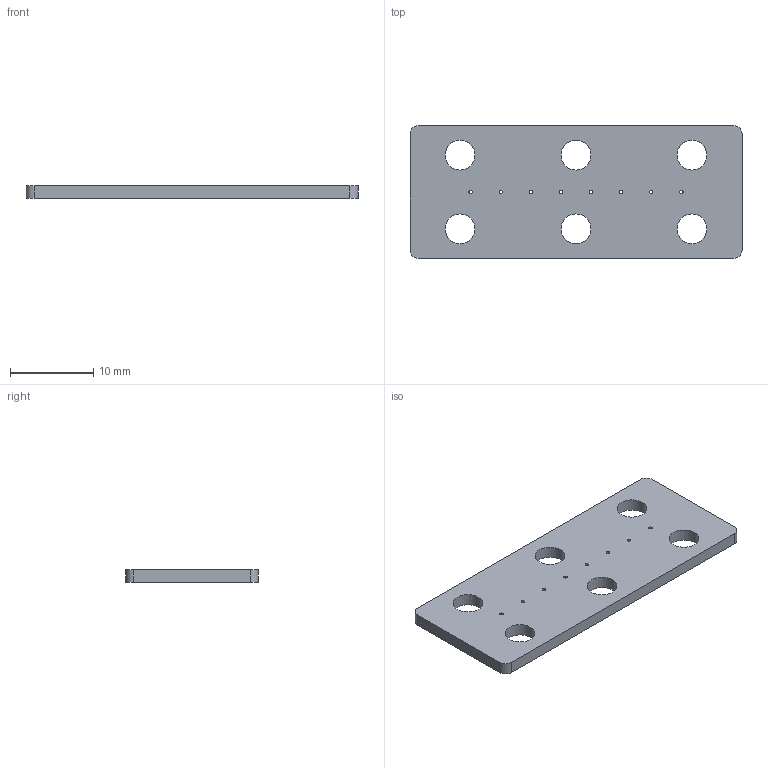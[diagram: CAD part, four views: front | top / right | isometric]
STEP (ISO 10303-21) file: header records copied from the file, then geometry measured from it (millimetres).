
FILE_DESCRIPTION(/* description */ (''),/* implementation_level */ '2;1');
FILE_NAME(/* name */ 'opjpcbnozzleplatev6 v2.step',/* time_stamp */ '2022-06-19T15:33:59-05:00',/* author */ (''),/* organization */ (''),/* preprocessor_version */ 'ST-DEVELOPER v19',/* originating_system */ 'Autodesk Translation Framework v11.7.0.108',/* authorisation */ '');
FILE_SCHEMA (('AUTOMOTIVE_DESIGN { 1 0 10303 214 3 1 1 }'));
Length unit declared in the file: millimetre
Products named in the file (7): opjpcbnozzleplatev6; Board; Packages; 1-copper; 16-copper; 1-soldermask; 16-soldermask
Assembly tree (6 placements, depth 2):
  opjpcbnozzleplatev6
    Board
    Packages
    1-copper
    16-copper
    1-soldermask
    16-soldermask
Bounding box: 40 x 16 x 1.5 mm (x, y, z)
Volume: 865.6 mm3; surface area: 1436.4 mm2
Topology: 1 solids, 1 shells, 24 faces, 66 edges, 44 vertices
Faces by surface type: cylinder 18, plane 6
Full cylindrical faces by diameter (mm): 0.4 x8, 3.6 x6
Entity records: 1080 total; most frequent: DIRECTION 178, CARTESIAN_POINT 148, ORIENTED_EDGE 132, AXIS2_PLACEMENT_3D 74, EDGE_CURVE 66, EDGE_LOOP 52, VERTEX_POINT 44, CIRCLE 36
